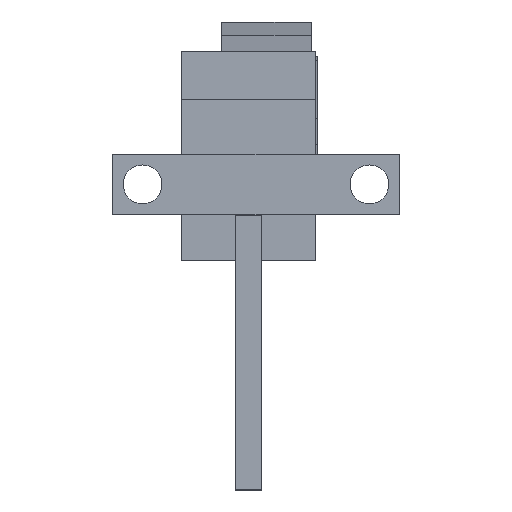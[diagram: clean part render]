
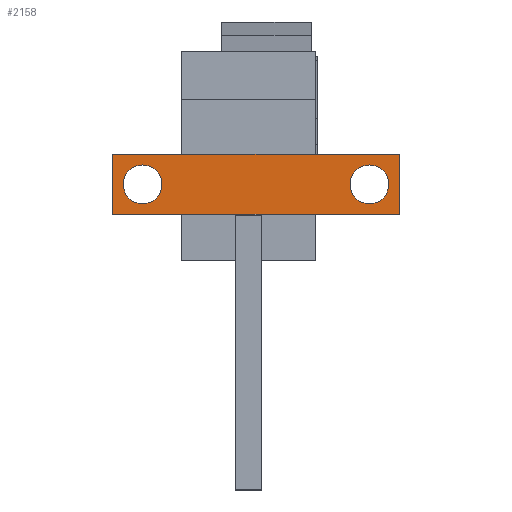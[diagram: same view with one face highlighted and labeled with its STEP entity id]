
A CAD part, top view. The second image highlights one B-rep face of the part: STEP entity #2158.
In plain terms, the highlighted planar face has unit normal (0, 0, 1).
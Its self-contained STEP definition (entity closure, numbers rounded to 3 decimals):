
#21 = ORIENTED_EDGE ( 'NONE', *, *, #2742, .T. ) ;
#66 = AXIS2_PLACEMENT_3D ( 'NONE', #2220, #2537, #754 ) ;
#202 = CARTESIAN_POINT ( 'NONE',  ( 0., 0., 3. ) ) ;
#205 = LINE ( 'NONE', #948, #2956 ) ;
#248 = CIRCLE ( 'NONE', #797, 6.5 ) ;
#249 = CARTESIAN_POINT ( 'NONE',  ( -44.5, 0., 3. ) ) ;
#286 = VERTEX_POINT ( 'NONE', #2176 ) ;
#344 = EDGE_CURVE ( 'NONE', #286, #3345, #376, .T. ) ;
#376 = LINE ( 'NONE', #3868, #2135 ) ;
#530 = ORIENTED_EDGE ( 'NONE', *, *, #4414, .F. ) ;
#567 = DIRECTION ( 'NONE',  ( 0., 0., 1. ) ) ;
#575 = CARTESIAN_POINT ( 'NONE',  ( 31.5, 0., 3. ) ) ;
#722 = CARTESIAN_POINT ( 'NONE',  ( 48., 10., 3. ) ) ;
#745 = EDGE_CURVE ( 'NONE', #1207, #4457, #1515, .T. ) ;
#753 = ORIENTED_EDGE ( 'NONE', *, *, #3651, .F. ) ;
#754 = DIRECTION ( 'NONE',  ( 1., 0., 0. ) ) ;
#797 = AXIS2_PLACEMENT_3D ( 'NONE', #3125, #989, #1343 ) ;
#926 = VERTEX_POINT ( 'NONE', #249 ) ;
#948 = CARTESIAN_POINT ( 'NONE',  ( -48., 10., 3. ) ) ;
#989 = DIRECTION ( 'NONE',  ( 0., 0., 1. ) ) ;
#1081 = ORIENTED_EDGE ( 'NONE', *, *, #3630, .T. ) ;
#1158 = CARTESIAN_POINT ( 'NONE',  ( -48., -10., 3. ) ) ;
#1181 = VERTEX_POINT ( 'NONE', #2586 ) ;
#1207 = VERTEX_POINT ( 'NONE', #2970 ) ;
#1277 = CIRCLE ( 'NONE', #2653, 6.5 ) ;
#1343 = DIRECTION ( 'NONE',  ( 1., 0., 0. ) ) ;
#1359 = CARTESIAN_POINT ( 'NONE',  ( 38., 0., 3. ) ) ;
#1511 = DIRECTION ( 'NONE',  ( 0., 1., 0. ) ) ;
#1515 = LINE ( 'NONE', #2925, #4479 ) ;
#1536 = CARTESIAN_POINT ( 'NONE',  ( -31.5, 0., 3. ) ) ;
#1562 = AXIS2_PLACEMENT_3D ( 'NONE', #1359, #4196, #1686 ) ;
#1686 = DIRECTION ( 'NONE',  ( 1., 0., 0. ) ) ;
#1695 = DIRECTION ( 'NONE',  ( 1., 0., 0. ) ) ;
#1720 = EDGE_CURVE ( 'NONE', #1967, #926, #1277, .T. ) ;
#1749 = EDGE_CURVE ( 'NONE', #1181, #2987, #2725, .T. ) ;
#1950 = EDGE_LOOP ( 'NONE', ( #2906, #1081, #3426, #21 ) ) ;
#1967 = VERTEX_POINT ( 'NONE', #1536 ) ;
#2024 = LINE ( 'NONE', #3408, #3526 ) ;
#2135 = VECTOR ( 'NONE', #4198, 1000. ) ;
#2158 = ADVANCED_FACE ( 'NONE', ( #3794, #4197, #3192 ), #4504, .T. ) ;
#2176 = CARTESIAN_POINT ( 'NONE',  ( -48., 10., 3. ) ) ;
#2220 = CARTESIAN_POINT ( 'NONE',  ( 38., 0., 3. ) ) ;
#2537 = DIRECTION ( 'NONE',  ( 0., 0., 1. ) ) ;
#2543 = AXIS2_PLACEMENT_3D ( 'NONE', #202, #567, #1695 ) ;
#2558 = ORIENTED_EDGE ( 'NONE', *, *, #1720, .F. ) ;
#2586 = CARTESIAN_POINT ( 'NONE',  ( 44.5, 0., 3. ) ) ;
#2653 = AXIS2_PLACEMENT_3D ( 'NONE', #4598, #2807, #4016 ) ;
#2725 = CIRCLE ( 'NONE', #66, 6.5 ) ;
#2742 = EDGE_CURVE ( 'NONE', #3345, #1207, #2024, .T. ) ;
#2807 = DIRECTION ( 'NONE',  ( 0., 0., 1. ) ) ;
#2906 = ORIENTED_EDGE ( 'NONE', *, *, #745, .T. ) ;
#2925 = CARTESIAN_POINT ( 'NONE',  ( 48., 10., 3. ) ) ;
#2956 = VECTOR ( 'NONE', #3127, 1000. ) ;
#2970 = CARTESIAN_POINT ( 'NONE',  ( 48., -10., 3. ) ) ;
#2973 = DIRECTION ( 'NONE',  ( 1., 0., 0. ) ) ;
#2987 = VERTEX_POINT ( 'NONE', #575 ) ;
#3125 = CARTESIAN_POINT ( 'NONE',  ( -38., 0., 3. ) ) ;
#3127 = DIRECTION ( 'NONE',  ( -1., 0., 0. ) ) ;
#3192 = FACE_OUTER_BOUND ( 'NONE', #1950, .T. ) ;
#3345 = VERTEX_POINT ( 'NONE', #1158 ) ;
#3408 = CARTESIAN_POINT ( 'NONE',  ( -48., -10., 3. ) ) ;
#3426 = ORIENTED_EDGE ( 'NONE', *, *, #344, .T. ) ;
#3435 = ORIENTED_EDGE ( 'NONE', *, *, #1749, .F. ) ;
#3526 = VECTOR ( 'NONE', #2973, 1000. ) ;
#3581 = EDGE_LOOP ( 'NONE', ( #3435, #753 ) ) ;
#3587 = EDGE_LOOP ( 'NONE', ( #2558, #530 ) ) ;
#3630 = EDGE_CURVE ( 'NONE', #4457, #286, #205, .T. ) ;
#3651 = EDGE_CURVE ( 'NONE', #2987, #1181, #3792, .T. ) ;
#3792 = CIRCLE ( 'NONE', #1562, 6.5 ) ;
#3794 = FACE_BOUND ( 'NONE', #3587, .T. ) ;
#3868 = CARTESIAN_POINT ( 'NONE',  ( -48., 10., 3. ) ) ;
#4016 = DIRECTION ( 'NONE',  ( 1., 0., 0. ) ) ;
#4196 = DIRECTION ( 'NONE',  ( 0., 0., 1. ) ) ;
#4197 = FACE_BOUND ( 'NONE', #3581, .T. ) ;
#4198 = DIRECTION ( 'NONE',  ( 0., -1., 0. ) ) ;
#4414 = EDGE_CURVE ( 'NONE', #926, #1967, #248, .T. ) ;
#4457 = VERTEX_POINT ( 'NONE', #722 ) ;
#4479 = VECTOR ( 'NONE', #1511, 1000. ) ;
#4504 = PLANE ( 'NONE',  #2543 ) ;
#4598 = CARTESIAN_POINT ( 'NONE',  ( -38., 0., 3. ) ) ;
